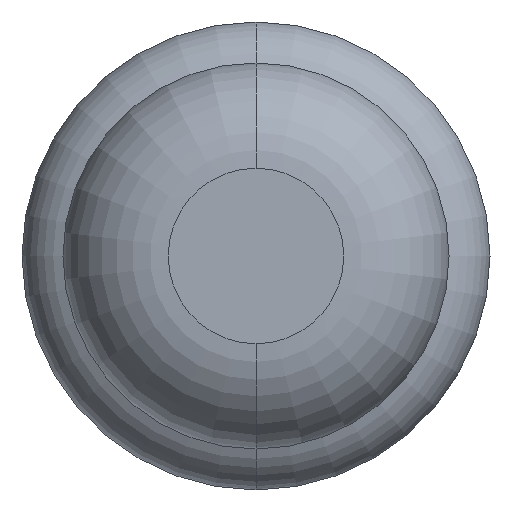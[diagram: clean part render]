
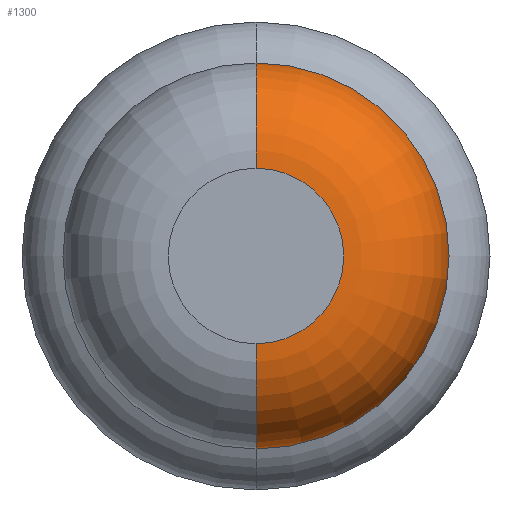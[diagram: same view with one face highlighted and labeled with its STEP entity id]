
A CAD part, front view. The second image highlights one B-rep face of the part: STEP entity #1300.
In plain terms, the highlighted toroidal (fillet/blend) face has major radius 0.375 mm and minor radius 0.45 mm.
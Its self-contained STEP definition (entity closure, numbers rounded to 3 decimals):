
#28 = ORIENTED_EDGE ( 'NONE', *, *, #1628, .T. ) ;
#119 = TOROIDAL_SURFACE ( 'NONE', #3685, 0.375, 0.45 ) ;
#227 = ORIENTED_EDGE ( 'NONE', *, *, #3919, .F. ) ;
#271 = DIRECTION ( 'NONE',  ( 0., 1., 0. ) ) ;
#482 = AXIS2_PLACEMENT_3D ( 'NONE', #1602, #1163, #1489 ) ;
#749 = EDGE_LOOP ( 'NONE', ( #28, #2357, #2406, #227 ) ) ;
#867 = AXIS2_PLACEMENT_3D ( 'NONE', #3041, #271, #1202 ) ;
#1008 = CARTESIAN_POINT ( 'NONE',  ( 0., -27.4, -0.375 ) ) ;
#1053 = DIRECTION ( 'NONE',  ( 0., 0., -1. ) ) ;
#1090 = EDGE_CURVE ( 'Defeature ausgef�hrt1_9+Defeature ausgef�hrt1_8+Defeature ausgef�hrt1_8+Defeature ausgef�hrt1_8', #3646, #3036, #3006, .T. ) ;
#1095 = DIRECTION ( 'NONE',  ( -1., 0., 0. ) ) ;
#1140 = CARTESIAN_POINT ( 'NONE',  ( 0., -26.95, 0.375 ) ) ;
#1163 = DIRECTION ( 'NONE',  ( 0., 1., 0. ) ) ;
#1202 = DIRECTION ( 'NONE',  ( 0., 0., 1. ) ) ;
#1233 = EDGE_CURVE ( 'NONE', #2367, #3036, #2756, .T. ) ;
#1300 = ADVANCED_FACE ( 'Defeature ausgef�hrt1_8', ( #1724 ), #119, .T. ) ;
#1327 = CARTESIAN_POINT ( 'NONE',  ( 0., -26.95, -0.375 ) ) ;
#1489 = DIRECTION ( 'NONE',  ( 0., 0., 1. ) ) ;
#1602 = CARTESIAN_POINT ( 'NONE',  ( 0., -27.4, 0. ) ) ;
#1628 = EDGE_CURVE ( 'Defeature ausgef�hrt1_8+Defeature ausgef�hrt1_7+Defeature ausgef�hrt1_7+Defeature ausgef�hrt1_7', #2393, #2367, #3062, .T. ) ;
#1724 = FACE_OUTER_BOUND ( 'NONE', #749, .T. ) ;
#1777 = CARTESIAN_POINT ( 'NONE',  ( 0., -26.95, -0.825 ) ) ;
#1813 = AXIS2_PLACEMENT_3D ( 'NONE', #1140, #1095, #2624 ) ;
#2120 = CARTESIAN_POINT ( 'NONE',  ( 0., -26.95, 0.825 ) ) ;
#2357 = ORIENTED_EDGE ( 'NONE', *, *, #1233, .T. ) ;
#2367 = VERTEX_POINT ( 'NONE', #1008 ) ;
#2380 = CIRCLE ( 'NONE', #1813, 0.45 ) ;
#2393 = VERTEX_POINT ( 'NONE', #3481 ) ;
#2406 = ORIENTED_EDGE ( 'NONE', *, *, #1090, .F. ) ;
#2426 = DIRECTION ( 'NONE',  ( 0., 0., 1. ) ) ;
#2624 = DIRECTION ( 'NONE',  ( 0., 0., 1. ) ) ;
#2690 = AXIS2_PLACEMENT_3D ( 'NONE', #1327, #3799, #1053 ) ;
#2756 = CIRCLE ( 'NONE', #2690, 0.45 ) ;
#3006 = CIRCLE ( 'NONE', #867, 0.825 ) ;
#3036 = VERTEX_POINT ( 'NONE', #1777 ) ;
#3041 = CARTESIAN_POINT ( 'NONE',  ( 0., -26.95, 0. ) ) ;
#3057 = DIRECTION ( 'NONE',  ( 0., 1., 0. ) ) ;
#3062 = CIRCLE ( 'NONE', #482, 0.375 ) ;
#3158 = CARTESIAN_POINT ( 'NONE',  ( 0., -26.95, 0. ) ) ;
#3481 = CARTESIAN_POINT ( 'NONE',  ( 0., -27.4, 0.375 ) ) ;
#3646 = VERTEX_POINT ( 'NONE', #2120 ) ;
#3685 = AXIS2_PLACEMENT_3D ( 'NONE', #3158, #3057, #2426 ) ;
#3799 = DIRECTION ( 'NONE',  ( 1., 0., 0. ) ) ;
#3919 = EDGE_CURVE ( 'NONE', #2393, #3646, #2380, .T. ) ;
